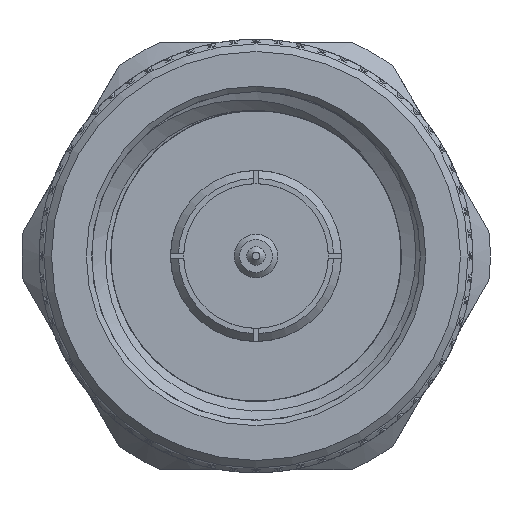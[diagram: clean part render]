
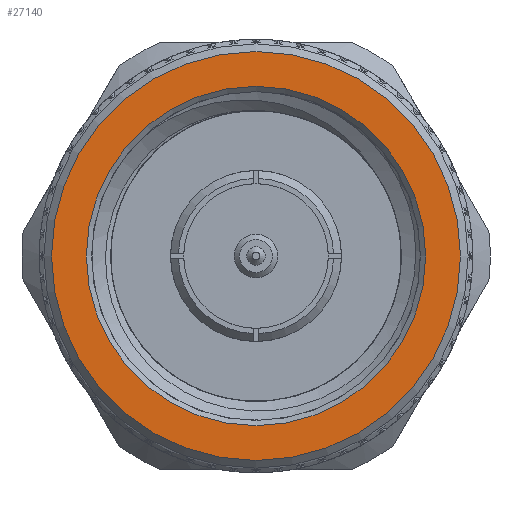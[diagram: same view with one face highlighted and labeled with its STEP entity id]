
A CAD part, left-side view. The second image highlights one B-rep face of the part: STEP entity #27140.
In plain terms, the highlighted planar face has unit normal (-1, 0, 0).
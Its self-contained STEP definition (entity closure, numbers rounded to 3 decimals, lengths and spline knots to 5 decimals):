
#136 = EDGE_CURVE ( 'NONE', #1508, #1508, #25553, .T. ) ;
#1508 = VERTEX_POINT ( 'NONE', #17910 ) ;
#6651 = EDGE_LOOP ( 'NONE', ( #15227 ) ) ;
#15227 = ORIENTED_EDGE ( 'NONE', *, *, #44168, .T. ) ;
#16003 = DIRECTION ( 'NONE',  ( 0., 0., 1. ) ) ;
#17910 = CARTESIAN_POINT ( 'NONE',  ( 0., 0., -0.38863 ) ) ;
#18694 = ORIENTED_EDGE ( 'NONE', *, *, #136, .F. ) ;
#20623 = FACE_BOUND ( 'NONE', #6651, .T. ) ;
#21190 = EDGE_LOOP ( 'NONE', ( #18694 ) ) ;
#22070 = CARTESIAN_POINT ( 'NONE',  ( 0., 0., 0. ) ) ;
#24164 = DIRECTION ( 'NONE',  ( 0., 0., -1. ) ) ;
#25031 = CIRCLE ( 'NONE', #28422, 0.3225 ) ;
#25553 = CIRCLE ( 'NONE', #68733, 0.38863 ) ;
#25984 = FACE_OUTER_BOUND ( 'NONE', #21190, .T. ) ;
#27140 = ADVANCED_FACE ( 'NONE', ( #25984, #20623 ), #48400, .T. ) ;
#28422 = AXIS2_PLACEMENT_3D ( 'NONE', #22070, #58778, #16003 ) ;
#29513 = CARTESIAN_POINT ( 'NONE',  ( 0., 0., 0. ) ) ;
#41345 = DIRECTION ( 'NONE',  ( -1., 0., 0. ) ) ;
#42401 = CARTESIAN_POINT ( 'NONE',  ( 0., 0., 0. ) ) ;
#42751 = DIRECTION ( 'NONE',  ( 0., 0., 1. ) ) ;
#44168 = EDGE_CURVE ( 'NONE', #46792, #46792, #25031, .T. ) ;
#46792 = VERTEX_POINT ( 'NONE', #58148 ) ;
#48400 = PLANE ( 'NONE',  #52973 ) ;
#51224 = DIRECTION ( 'NONE',  ( 1., 0., 0. ) ) ;
#52973 = AXIS2_PLACEMENT_3D ( 'NONE', #42401, #41345, #42751 ) ;
#58148 = CARTESIAN_POINT ( 'NONE',  ( 0., 0., 0.3225 ) ) ;
#58778 = DIRECTION ( 'NONE',  ( 1., 0., 0. ) ) ;
#68733 = AXIS2_PLACEMENT_3D ( 'NONE', #29513, #51224, #24164 ) ;
